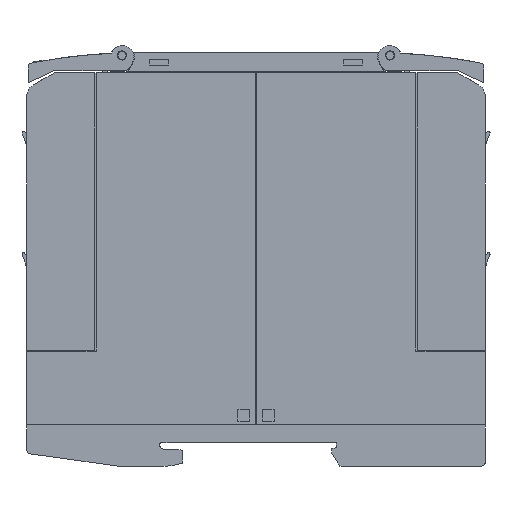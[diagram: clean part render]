
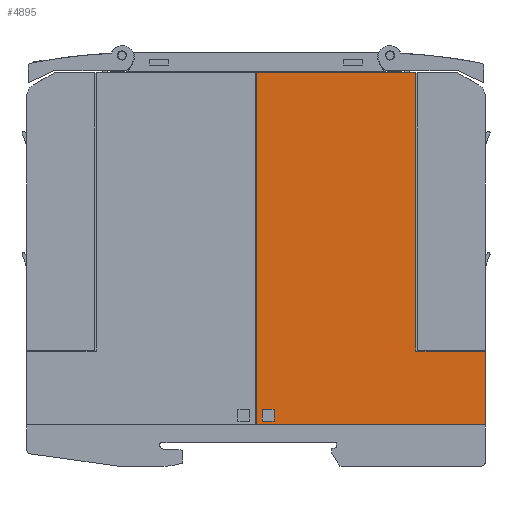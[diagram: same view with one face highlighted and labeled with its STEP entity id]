
A CAD part, left-side view. The second image highlights one B-rep face of the part: STEP entity #4895.
In plain terms, the highlighted planar face has unit normal (-1, 0, 0).
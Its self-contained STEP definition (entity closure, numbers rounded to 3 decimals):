
#4895=ADVANCED_FACE('',(#9959,#9960),#9961,.T.);
#9959=FACE_BOUND('',#15091,.T.);
#9960=FACE_OUTER_BOUND('',#15092,.T.);
#9961=PLANE('',#15093);
#15091=EDGE_LOOP('',(#30779,#30780,#30781,#30782));
#15092=EDGE_LOOP('',(#30783,#30784,#30785,#30786,#30787,#30788));
#15093=AXIS2_PLACEMENT_3D('',#30789,#30790,#30791);
#30779=ORIENTED_EDGE('',*,*,#37588,.T.);
#30780=ORIENTED_EDGE('',*,*,#37564,.T.);
#30781=ORIENTED_EDGE('',*,*,#37572,.T.);
#30782=ORIENTED_EDGE('',*,*,#37585,.T.);
#30783=ORIENTED_EDGE('',*,*,#31978,.T.);
#30784=ORIENTED_EDGE('',*,*,#37590,.T.);
#30785=ORIENTED_EDGE('',*,*,#37598,.T.);
#30786=ORIENTED_EDGE('',*,*,#37578,.F.);
#30787=ORIENTED_EDGE('',*,*,#37599,.T.);
#30788=ORIENTED_EDGE('',*,*,#37594,.T.);
#30789=CARTESIAN_POINT('',(0.0,25.98,9.001));
#30790=DIRECTION('',(-1.0,0.0,0.0));
#30791=DIRECTION('',(0.0,-1.0,0.0));
#31978=EDGE_CURVE('',#38678,#38682,#38684,.T.);
#37564=EDGE_CURVE('',#46990,#46988,#46991,.T.);
#37572=EDGE_CURVE('',#46988,#46999,#47001,.T.);
#37578=EDGE_CURVE('',#47010,#47012,#47013,.T.);
#37585=EDGE_CURVE('',#46999,#47022,#47024,.T.);
#37588=EDGE_CURVE('',#47022,#46990,#47027,.T.);
#37590=EDGE_CURVE('',#38682,#47029,#47030,.T.);
#37594=EDGE_CURVE('',#47035,#38678,#47036,.T.);
#37598=EDGE_CURVE('',#47029,#47012,#47041,.T.);
#37599=EDGE_CURVE('',#47010,#47035,#47042,.T.);
#38678=VERTEX_POINT('',#48706);
#38682=VERTEX_POINT('',#48712);
#38684=LINE('',#48715,#48716);
#46988=VERTEX_POINT('',#61125);
#46990=VERTEX_POINT('',#61128);
#46991=LINE('',#61129,#61130);
#46999=VERTEX_POINT('',#61142);
#47001=LINE('',#61145,#61146);
#47010=VERTEX_POINT('',#61158);
#47012=VERTEX_POINT('',#61161);
#47013=LINE('',#61162,#61163);
#47022=VERTEX_POINT('',#61176);
#47024=LINE('',#61179,#61180);
#47027=LINE('',#61184,#61185);
#47029=VERTEX_POINT('',#61187);
#47030=LINE('',#61188,#61189);
#47035=VERTEX_POINT('',#61196);
#47036=LINE('',#61197,#61198);
#47041=LINE('',#61205,#61206);
#47042=LINE('',#61207,#61208);
#48706=CARTESIAN_POINT('',(0.0,1.03,25.101));
#48712=CARTESIAN_POINT('',(0.0,16.13,25.101));
#48715=CARTESIAN_POINT('',(0.0,17.255,25.101));
#48716=VECTOR('',#62200,1.0);
#61125=CARTESIAN_POINT('',(0.0,47.03,12.401));
#61128=CARTESIAN_POINT('',(0.0,49.63,12.401));
#61129=CARTESIAN_POINT('',(0.0,37.155,12.401));
#61130=VECTOR('',#67337,1.0);
#61142=CARTESIAN_POINT('',(0.0,47.03,9.801));
#61145=CARTESIAN_POINT('',(0.0,47.03,10.051));
#61146=VECTOR('',#67343,1.0);
#61158=CARTESIAN_POINT('',(0.0,50.93,9.001));
#61161=CARTESIAN_POINT('',(0.0,50.93,85.801));
#61162=CARTESIAN_POINT('',(0.0,50.93,9.001));
#61163=VECTOR('',#67348,1.0);
#61176=CARTESIAN_POINT('',(0.0,49.63,9.801));
#61179=CARTESIAN_POINT('',(0.0,37.155,9.801));
#61180=VECTOR('',#67354,1.0);
#61184=CARTESIAN_POINT('',(0.0,49.63,10.051));
#61185=VECTOR('',#67356,1.0);
#61187=CARTESIAN_POINT('',(0.0,16.13,85.801));
#61188=CARTESIAN_POINT('',(0.0,16.13,32.226));
#61189=VECTOR('',#67357,1.0);
#61196=CARTESIAN_POINT('',(0.0,1.03,9.001));
#61197=CARTESIAN_POINT('',(0.0,1.03,9.001));
#61198=VECTOR('',#67360,1.0);
#61205=CARTESIAN_POINT('',(0.0,50.93,85.801));
#61206=VECTOR('',#67363,1.0);
#61207=CARTESIAN_POINT('',(0.0,50.93,9.001));
#61208=VECTOR('',#67364,1.0);
#62200=DIRECTION('',(0.0,1.0,-0.0));
#67337=DIRECTION('',(-0.0,-1.0,-0.0));
#67343=DIRECTION('',(-0.0,-0.0,-1.0));
#67348=DIRECTION('',(0.0,0.0,1.0));
#67354=DIRECTION('',(0.0,1.0,-0.0));
#67356=DIRECTION('',(0.0,0.0,1.0));
#67357=DIRECTION('',(0.0,0.0,1.0));
#67360=DIRECTION('',(0.0,0.0,1.0));
#67363=DIRECTION('',(0.0,1.0,-0.0));
#67364=DIRECTION('',(0.0,-1.0,0.0));
